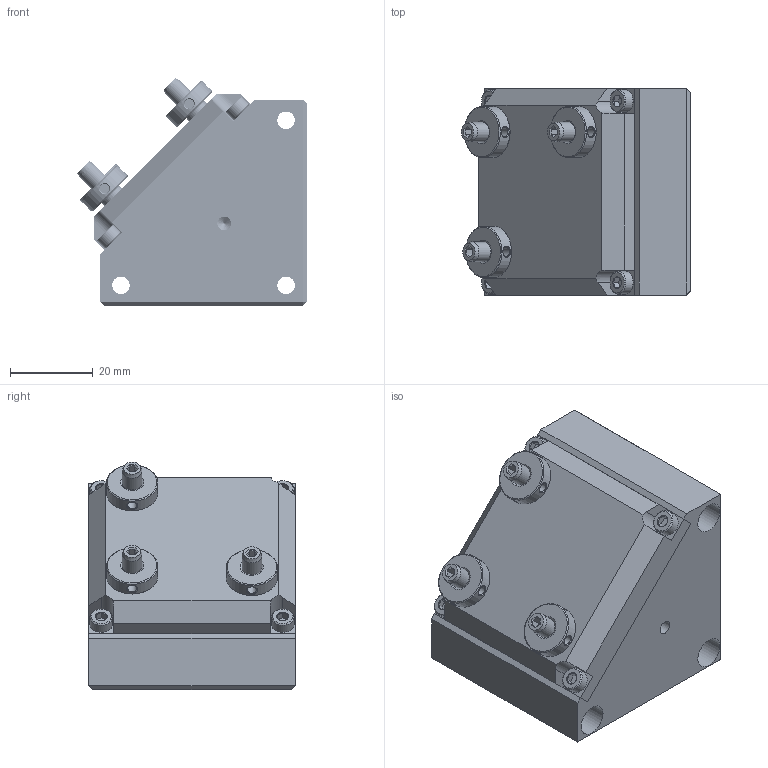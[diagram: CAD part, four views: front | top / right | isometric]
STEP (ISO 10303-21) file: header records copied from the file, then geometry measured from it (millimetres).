
FILE_DESCRIPTION(/* description */ (''),/* implementation_level */ '2;1');
FILE_NAME(/* name */ 'XYIND-3R.step',/* time_stamp */ '2022-05-12T11:30:08+03:00',/* author */ (''),/* organization */ (''),/* preprocessor_version */ 'ST-DEVELOPER v18.1',/* originating_system */ 'Autodesk Translation Framework v10.14.0.1471',/* authorisation */ '');
FILE_SCHEMA (('AUTOMOTIVE_DESIGN { 1 0 10303 214 3 1 1 }'));
Length unit declared in the file: millimetre
Products named in the file (6): XYIND-3R; Screw; Plug; Adjustment screw with lock; Screw (1); XYIND-12-00 (3R)
Assembly tree (14 placements, depth 2):
  XYIND-3R
    Screw  x4
    Plug  x2
    Adjustment screw with lock  x3
    Screw (1)  x4
    XYIND-12-00 (3R)
Bounding box: 55.58 x 50 x 55.22 mm (x, y, z)
Volume: 67233 mm3; surface area: 35944 mm2
Topology: 17 solids, 17 shells, 1113 faces, 2840 edges, 1831 vertices
Faces by surface type: cylinder 596, plane 321, cone 139, bspline 54, torus 3
Full cylindrical faces by diameter (mm): 1.145 x132, 1.271 x4, 1.6 x128, 2.15 x4, 2.2 x4, 2.286 x12, 2.35 x67, 2.529 x11, 3 x70, 3.188 x3, 3.2 x4, 3.332 x6, 3.8 x4, 4 x6, 4.234 x3, 4.763 x9, 5.5 x4, 5.626 x3, 6 x2, 6.134 x3, 6.14 x3, 6.5 x2, 6.858 x3, 7.1 x3, 7.2 x5, 7.5 x3, 12.446 x3, 22.911 x1, 24 x1, 25.5 x1
Entity records: 29111 total; most frequent: CARTESIAN_POINT 15774, ORIENTED_EDGE 2768, DIRECTION 2575, EDGE_CURVE 1384, AXIS2_PLACEMENT_3D 953, VERTEX_POINT 910, LINE 669, VECTOR 669
